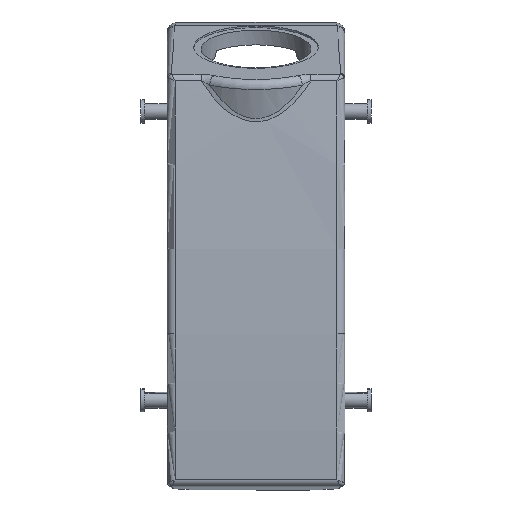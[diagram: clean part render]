
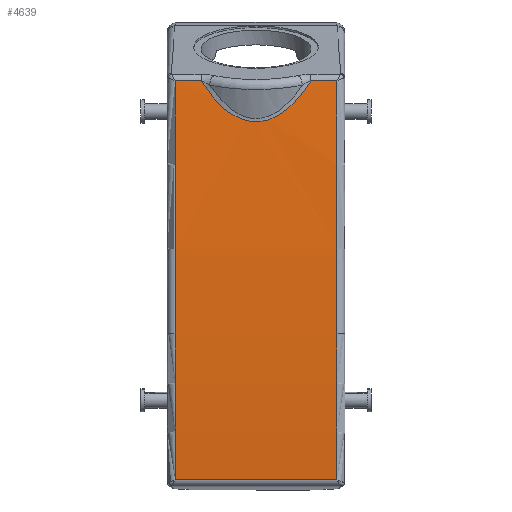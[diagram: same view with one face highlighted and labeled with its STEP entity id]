
A CAD part, top view. The second image highlights one B-rep face of the part: STEP entity #4639.
In plain terms, the highlighted cylindrical face has radius 600 mm (diameter 1200 mm), a partial arc.
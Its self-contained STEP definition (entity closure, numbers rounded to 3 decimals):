
#4480=AXIS2_PLACEMENT_3D('Circle Axis2P3D',#4478,#4479,$) ;
#4569=AXIS2_PLACEMENT_3D('Cylinder Axis2P3D',#4566,#4567,#4568) ;
#4607=AXIS2_PLACEMENT_3D('Circle Axis2P3D',#4605,#4606,$) ;
#4614=AXIS2_PLACEMENT_3D('Circle Axis2P3D',#4612,#4613,$) ;
#4619=AXIS2_PLACEMENT_3D('Circle Axis2P3D',#4617,#4618,$) ;
#3644=CARTESIAN_POINT('Vertex',(50.25,2.572,58.792)) ;
#3647=CARTESIAN_POINT('Line Origine',(29.5,2.572,58.792)) ;
#3651=CARTESIAN_POINT('Vertex',(8.75,2.572,58.792)) ;
#4475=CARTESIAN_POINT('Vertex',(50.25,39.943,60.835)) ;
#4478=CARTESIAN_POINT('Axis2P3D Location',(50.25,54.,-539.)) ;
#4566=CARTESIAN_POINT('Axis2P3D Location',(29.5,54.,-539.)) ;
#4572=CARTESIAN_POINT('Control Point',(15.428,104.788,58.847)) ;
#4573=CARTESIAN_POINT('Control Point',(15.883,104.056,58.909)) ;
#4574=CARTESIAN_POINT('Control Point',(16.357,103.334,58.969)) ;
#4575=CARTESIAN_POINT('Control Point',(16.85,102.626,59.027)) ;
#4576=CARTESIAN_POINT('Control Point',(18.282,100.697,59.182)) ;
#4577=CARTESIAN_POINT('Control Point',(19.901,98.906,59.319)) ;
#4578=CARTESIAN_POINT('Control Point',(21.027,97.831,59.398)) ;
#4579=CARTESIAN_POINT('Control Point',(23.047,96.246,59.512)) ;
#4580=CARTESIAN_POINT('Control Point',(25.35,95.125,59.589)) ;
#4581=CARTESIAN_POINT('Control Point',(26.298,94.772,59.613)) ;
#4582=CARTESIAN_POINT('Control Point',(28.209,94.303,59.645)) ;
#4583=CARTESIAN_POINT('Control Point',(30.177,94.292,59.646)) ;
#4584=CARTESIAN_POINT('Control Point',(31.127,94.402,59.638)) ;
#4585=CARTESIAN_POINT('Control Point',(33.364,94.924,59.603)) ;
#4586=CARTESIAN_POINT('Control Point',(35.416,95.969,59.531)) ;
#4587=CARTESIAN_POINT('Control Point',(36.532,96.716,59.478)) ;
#4588=CARTESIAN_POINT('Control Point',(38.841,98.58,59.344)) ;
#4589=CARTESIAN_POINT('Control Point',(40.804,100.792,59.175)) ;
#4590=CARTESIAN_POINT('Control Point',(41.799,102.079,59.073)) ;
#4591=CARTESIAN_POINT('Control Point',(42.718,103.414,58.963)) ;
#4592=CARTESIAN_POINT('Control Point',(43.572,104.788,58.847)) ;
#4593=CARTESIAN_POINT('Vertex',(43.572,104.788,58.847)) ;
#4595=CARTESIAN_POINT('Vertex',(15.428,104.788,58.847)) ;
#4598=CARTESIAN_POINT('Line Origine',(29.5,104.788,58.847)) ;
#4602=CARTESIAN_POINT('Vertex',(8.75,104.788,58.847)) ;
#4605=CARTESIAN_POINT('Axis2P3D Location',(8.75,54.,-539.)) ;
#4609=CARTESIAN_POINT('Vertex',(8.75,39.943,60.835)) ;
#4612=CARTESIAN_POINT('Axis2P3D Location',(8.75,54.,-539.)) ;
#4617=CARTESIAN_POINT('Axis2P3D Location',(50.25,54.,-539.)) ;
#4621=CARTESIAN_POINT('Vertex',(50.25,104.788,58.847)) ;
#4624=CARTESIAN_POINT('Line Origine',(29.5,104.788,58.847)) ;
#3648=DIRECTION('Vector Direction',(-1.,0.,0.)) ;
#4479=DIRECTION('Axis2P3D Direction',(-1.,0.,0.)) ;
#4567=DIRECTION('Axis2P3D Direction',(-1.,0.,0.)) ;
#4568=DIRECTION('Axis2P3D XDirection',(0.,-0.317,0.949)) ;
#4599=DIRECTION('Vector Direction',(-1.,0.,0.)) ;
#4606=DIRECTION('Axis2P3D Direction',(-1.,0.,0.)) ;
#4613=DIRECTION('Axis2P3D Direction',(-1.,0.,0.)) ;
#4618=DIRECTION('Axis2P3D Direction',(-1.,0.,0.)) ;
#4625=DIRECTION('Vector Direction',(-1.,0.,0.)) ;
#3649=VECTOR('Line Direction',#3648,1.) ;
#4600=VECTOR('Line Direction',#4599,1.) ;
#4626=VECTOR('Line Direction',#4625,1.) ;
#4630=ORIENTED_EDGE('',*,*,#4597,.T.) ;
#4631=ORIENTED_EDGE('',*,*,#4604,.T.) ;
#4632=ORIENTED_EDGE('',*,*,#4611,.T.) ;
#4633=ORIENTED_EDGE('',*,*,#4616,.T.) ;
#4634=ORIENTED_EDGE('',*,*,#3653,.T.) ;
#4635=ORIENTED_EDGE('',*,*,#4482,.T.) ;
#4636=ORIENTED_EDGE('',*,*,#4623,.T.) ;
#4637=ORIENTED_EDGE('',*,*,#4628,.T.) ;
#4639=ADVANCED_FACE('Hood',(#4638),#4570,.T.) ;
#4571=B_SPLINE_CURVE_WITH_KNOTS('',5,(#4572,#4573,#4574,#4575,#4576,#4577,#4578,#4579,#4580,#4581,#4582,#4583,#4584,#4585,#4586,#4587,#4588,#4589,#4590,#4591,#4592),.UNSPECIFIED.,.F.,.U.,(6,3,3,3,3,3,6),(0.,6.161,17.123,24.198,30.879,40.299,51.859),.UNSPECIFIED.) ;
#4481=CIRCLE('generated circle',#4480,600.) ;
#4608=CIRCLE('generated circle',#4607,600.) ;
#4615=CIRCLE('generated circle',#4614,600.) ;
#4620=CIRCLE('generated circle',#4619,600.) ;
#4570=CYLINDRICAL_SURFACE('generated cylinder',#4569,600.) ;
#3653=EDGE_CURVE('',#3652,#3645,#3650,.F.) ;
#4482=EDGE_CURVE('',#3645,#4476,#4481,.T.) ;
#4597=EDGE_CURVE('',#4594,#4596,#4571,.F.) ;
#4604=EDGE_CURVE('',#4596,#4603,#4601,.T.) ;
#4611=EDGE_CURVE('',#4603,#4610,#4608,.F.) ;
#4616=EDGE_CURVE('',#4610,#3652,#4615,.F.) ;
#4623=EDGE_CURVE('',#4476,#4622,#4620,.T.) ;
#4628=EDGE_CURVE('',#4622,#4594,#4627,.T.) ;
#4629=EDGE_LOOP('',(#4630,#4631,#4632,#4633,#4634,#4635,#4636,#4637)) ;
#4638=FACE_OUTER_BOUND('',#4629,.T.) ;
#3650=LINE('Line',#3647,#3649) ;
#4601=LINE('Line',#4598,#4600) ;
#4627=LINE('Line',#4624,#4626) ;
#3645=VERTEX_POINT('',#3644) ;
#3652=VERTEX_POINT('',#3651) ;
#4476=VERTEX_POINT('',#4475) ;
#4594=VERTEX_POINT('',#4593) ;
#4596=VERTEX_POINT('',#4595) ;
#4603=VERTEX_POINT('',#4602) ;
#4610=VERTEX_POINT('',#4609) ;
#4622=VERTEX_POINT('',#4621) ;
